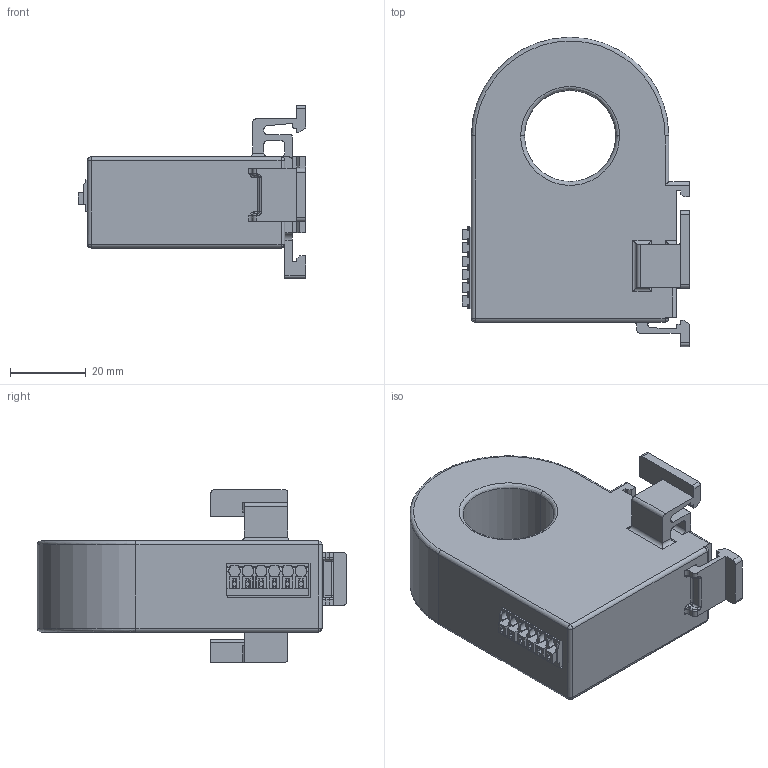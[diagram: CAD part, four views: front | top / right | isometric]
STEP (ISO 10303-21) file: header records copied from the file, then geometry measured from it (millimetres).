
FILE_DESCRIPTION (( 'STEP AP214' ), '1' );
FILE_NAME ('ND5015-024-61.STEP', '2025-06-02T17:56:48', ( '' ), ( '' ), 'SwSTEP 2.0', 'SolidWorks 2024', '' );
FILE_SCHEMA (( 'AUTOMOTIVE_DESIGN' ));
Length unit declared in the file: inch
Products named in the file (1): ND5015-024-61
Bounding box: 59.89 x 81.5 x 45.5 mm (x, y, z)
Volume: 79497.8 mm3; surface area: 17410.1 mm2
Topology: 1 solids, 8 shells, 407 faces, 1103 edges, 709 vertices
Faces by surface type: plane 288, cylinder 97, bspline 20, torus 2
Entity records: 13342 total; most frequent: CARTESIAN_POINT 3221, ORIENTED_EDGE 2186, DIRECTION 2005, EDGE_CURVE 1093, LINE 805, VECTOR 805, VERTEX_POINT 709, AXIS2_PLACEMENT_3D 600
